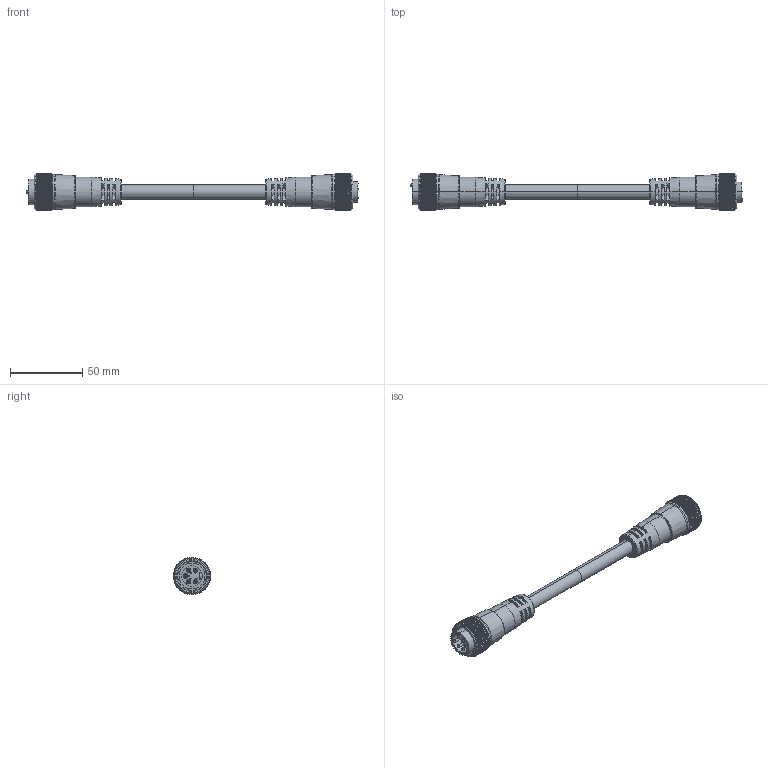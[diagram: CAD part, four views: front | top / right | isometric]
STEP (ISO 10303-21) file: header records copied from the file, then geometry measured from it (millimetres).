
FILE_DESCRIPTION (( 'STEP AP214' ), '1' );
FILE_NAME ('ZP-S1-5MFP-4M.step', '2016-03-08T22:13:33', ( '' ), ( '' ), 'SwSTEP 2.0', 'SolidWorks 2015', '' );
FILE_SCHEMA (( 'AUTOMOTIVE_DESIGN' ));
Length unit declared in the file: millimetre
Products named in the file (1): ZP-S1-5MFP-4M
Bounding box: 229.66 x 25.83 x 25.84 mm (x, y, z)
Volume: 50854.3 mm3; surface area: 23442.5 mm2
Topology: 9 solids, 9 shells, 1185 faces, 3322 edges, 2193 vertices
Faces by surface type: cylinder 630, plane 439, bspline 56, cone 38, torus 12, sphere 10
Entity records: 44793 total; most frequent: CARTESIAN_POINT 15826, ORIENTED_EDGE 6604, DIRECTION 4693, EDGE_CURVE 3302, VERTEX_POINT 2183, AXIS2_PLACEMENT_3D 1698, B_SPLINE_CURVE_WITH_KNOTS 1437, VECTOR 1297
